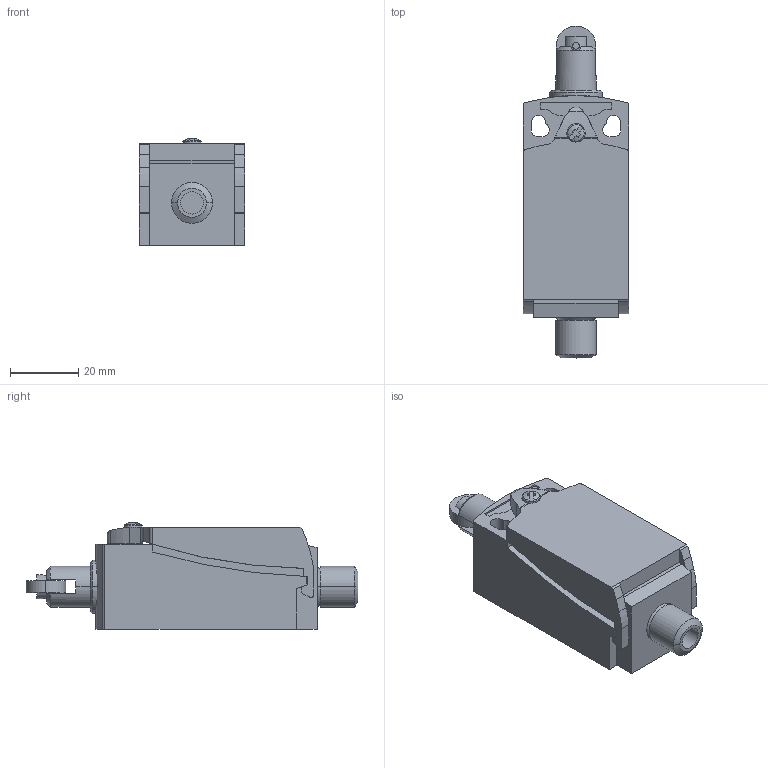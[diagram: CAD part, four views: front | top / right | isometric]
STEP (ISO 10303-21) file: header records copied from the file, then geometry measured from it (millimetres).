
FILE_DESCRIPTION(('STEP AP242'),'1');
FILE_NAME('switch_xckd2102m12.stp','2019-08-31T09:35:26',('TraceParts'),('TraceParts S.A.'),'Spatial InterOp 3D',' ',' ');
FILE_SCHEMA(('AP242_MANAGED_MODEL_BASED_3D_ENGINEERING_MIM_LF {1 0 10303 442 1 1 4}'));
Length unit declared in the file: millimetre
Products named in the file (1): switch_xckd2102m12_1
Bounding box: 31 x 97.4 x 31.34 mm (x, y, z)
Volume: 57387 mm3; surface area: 13328.7 mm2
Topology: 2 solids, 2 shells, 178 faces, 491 edges, 321 vertices
Faces by surface type: plane 94, cylinder 64, cone 12, sphere 6, torus 2
Entity records: 6171 total; most frequent: CARTESIAN_POINT 1573, ORIENTED_EDGE 966, DIRECTION 961, EDGE_CURVE 483, AXIS2_PLACEMENT_3D 340, VERTEX_POINT 321, LINE 281, VECTOR 281
